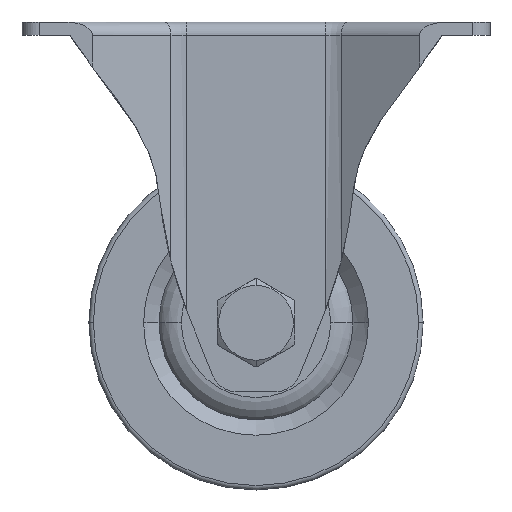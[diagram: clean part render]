
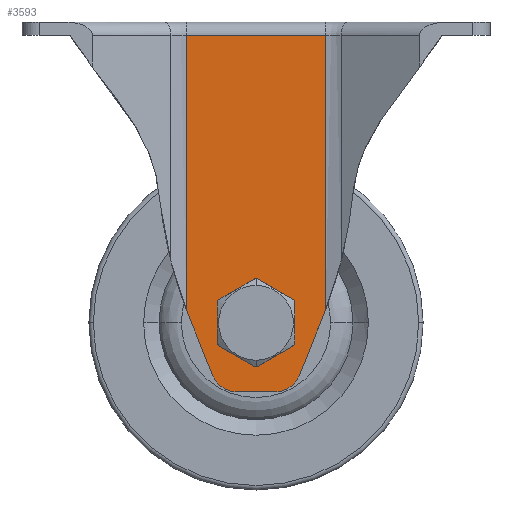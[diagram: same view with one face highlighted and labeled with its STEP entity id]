
A CAD part, front view. The second image highlights one B-rep face of the part: STEP entity #3593.
In plain terms, the highlighted face is planar.
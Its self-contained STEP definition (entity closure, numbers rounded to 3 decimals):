
#1745=CARTESIAN_POINT('',(0.,-64.5,-28.));
#1746=DIRECTION('',(0.,0.,1.));
#1747=DIRECTION('',(0.,-1.,0.));
#1748=AXIS2_PLACEMENT_3D('',#1745,#1746,#1747);
#1750=CARTESIAN_POINT('',(0.,-64.5,-28.));
#1751=DIRECTION('',(0.,0.,1.));
#1752=DIRECTION('',(0.,1.,0.));
#1753=AXIS2_PLACEMENT_3D('',#1750,#1751,#1752);
#1755=DIRECTION('',(0.,1.,0.));
#1756=VECTOR('',#1755,61.561);
#1757=CARTESIAN_POINT('',(15.637,-61.561,-28.));
#1758=LINE('',#1757,#1756);
#1759=DIRECTION('',(-1.,0.,0.));
#1760=VECTOR('',#1759,31.274);
#1761=CARTESIAN_POINT('',(15.637,0.,-28.));
#1762=LINE('',#1761,#1760);
#1763=DIRECTION('',(0.,1.,0.));
#1764=VECTOR('',#1763,61.561);
#1765=CARTESIAN_POINT('',(-15.637,-61.561,-28.));
#1766=LINE('',#1765,#1764);
#1767=CARTESIAN_POINT('',(-15.637,-61.561,-28.));
#1768=CARTESIAN_POINT('',(-14.834,-63.753,-28.));
#1769=CARTESIAN_POINT('',(-12.906,-68.696,-28.));
#1770=CARTESIAN_POINT('',(-10.859,-73.582,-28.));
#1771=CARTESIAN_POINT('',(-9.724,-76.307,-28.));
#1773=CARTESIAN_POINT('',(-4.186,-74.,-28.));
#1774=DIRECTION('',(0.,0.,-1.));
#1775=DIRECTION('',(0.,-1.,0.));
#1776=AXIS2_PLACEMENT_3D('',#1773,#1774,#1775);
#1778=DIRECTION('',(1.,0.,0.));
#1779=VECTOR('',#1778,8.371);
#1780=CARTESIAN_POINT('',(-4.186,-80.,-28.));
#1781=LINE('',#1780,#1779);
#1782=CARTESIAN_POINT('',(4.186,-74.,-28.));
#1783=DIRECTION('',(0.,0.,-1.));
#1784=DIRECTION('',(0.923,-0.384,0.));
#1785=AXIS2_PLACEMENT_3D('',#1782,#1783,#1784);
#1787=CARTESIAN_POINT('',(9.724,-76.307,-28.));
#1788=CARTESIAN_POINT('',(10.859,-73.582,-28.));
#1789=CARTESIAN_POINT('',(12.906,-68.696,-28.));
#1790=CARTESIAN_POINT('',(14.834,-63.753,-28.));
#1791=CARTESIAN_POINT('',(15.637,-61.561,-28.));
#2223=CARTESIAN_POINT('',(0.,-69.5,-28.));
#2224=CARTESIAN_POINT('',(0.,-59.5,-28.));
#2225=VERTEX_POINT('',#2223);
#2226=VERTEX_POINT('',#2224);
#2239=CARTESIAN_POINT('',(9.724,-76.307,-28.));
#2240=CARTESIAN_POINT('',(4.186,-80.,-28.));
#2241=VERTEX_POINT('',#2239);
#2242=VERTEX_POINT('',#2240);
#2247=CARTESIAN_POINT('',(-4.186,-80.,-28.));
#2248=CARTESIAN_POINT('',(-9.724,-76.307,-28.));
#2249=VERTEX_POINT('',#2247);
#2250=VERTEX_POINT('',#2248);
#2307=CARTESIAN_POINT('',(15.637,-61.561,-28.));
#2308=CARTESIAN_POINT('',(15.637,0.,-28.));
#2309=VERTEX_POINT('',#2307);
#2310=VERTEX_POINT('',#2308);
#2315=CARTESIAN_POINT('',(-15.637,0.,-28.));
#2316=VERTEX_POINT('',#2315);
#2343=CARTESIAN_POINT('',(-15.637,-61.561,-28.));
#2344=VERTEX_POINT('',#2343);
#3570=CARTESIAN_POINT('',(17.5,0.,-28.));
#3571=DIRECTION('',(0.,0.,-1.));
#3572=DIRECTION('',(-1.,0.,0.));
#3573=AXIS2_PLACEMENT_3D('',#3570,#3571,#3572);
#3574=PLANE('',#3573);
#3576=ORIENTED_EDGE('',*,*,#3575,.T.);
#3577=ORIENTED_EDGE('',*,*,#3160,.T.);
#3579=ORIENTED_EDGE('',*,*,#3578,.F.);
#3580=ORIENTED_EDGE('',*,*,#3459,.T.);
#3581=ORIENTED_EDGE('',*,*,#3561,.F.);
#3583=ORIENTED_EDGE('',*,*,#3582,.T.);
#3585=ORIENTED_EDGE('',*,*,#3584,.F.);
#3586=ORIENTED_EDGE('',*,*,#3042,.T.);
#3587=EDGE_LOOP('',(#3576,#3577,#3579,#3580,#3581,#3583,#3585,#3586));
#3588=FACE_OUTER_BOUND('',#3587,.F.);
#3589=ORIENTED_EDGE('',*,*,#2909,.F.);
#3590=ORIENTED_EDGE('',*,*,#2966,.F.);
#3591=EDGE_LOOP('',(#3589,#3590));
#3592=FACE_BOUND('',#3591,.F.);
#1749=CIRCLE('',#1748,5.);
#1754=CIRCLE('',#1753,5.);
#1772=B_SPLINE_CURVE_WITH_KNOTS('',3,(#1767,#1768,#1769,#1770,#1771),
.UNSPECIFIED.,.F.,.F.,(4,1,4),(0.,0.441,1.),.UNSPECIFIED.);
#1777=CIRCLE('',#1776,6.);
#1786=CIRCLE('',#1785,6.);
#1792=B_SPLINE_CURVE_WITH_KNOTS('',3,(#1787,#1788,#1789,#1790,#1791),
.UNSPECIFIED.,.F.,.F.,(4,1,4),(0.,0.559,1.),.UNSPECIFIED.);
#2909=EDGE_CURVE('',#2225,#2226,#1749,.T.);
#2966=EDGE_CURVE('',#2226,#2225,#1754,.T.);
#3042=EDGE_CURVE('',#2241,#2309,#1792,.T.);
#3160=EDGE_CURVE('',#2310,#2316,#1762,.T.);
#3459=EDGE_CURVE('',#2344,#2250,#1772,.T.);
#3561=EDGE_CURVE('',#2249,#2250,#1777,.T.);
#3575=EDGE_CURVE('',#2309,#2310,#1758,.T.);
#3578=EDGE_CURVE('',#2344,#2316,#1766,.T.);
#3582=EDGE_CURVE('',#2249,#2242,#1781,.T.);
#3584=EDGE_CURVE('',#2241,#2242,#1786,.T.);
#3593=ADVANCED_FACE('',(#3588,#3592),#3574,.T.);
